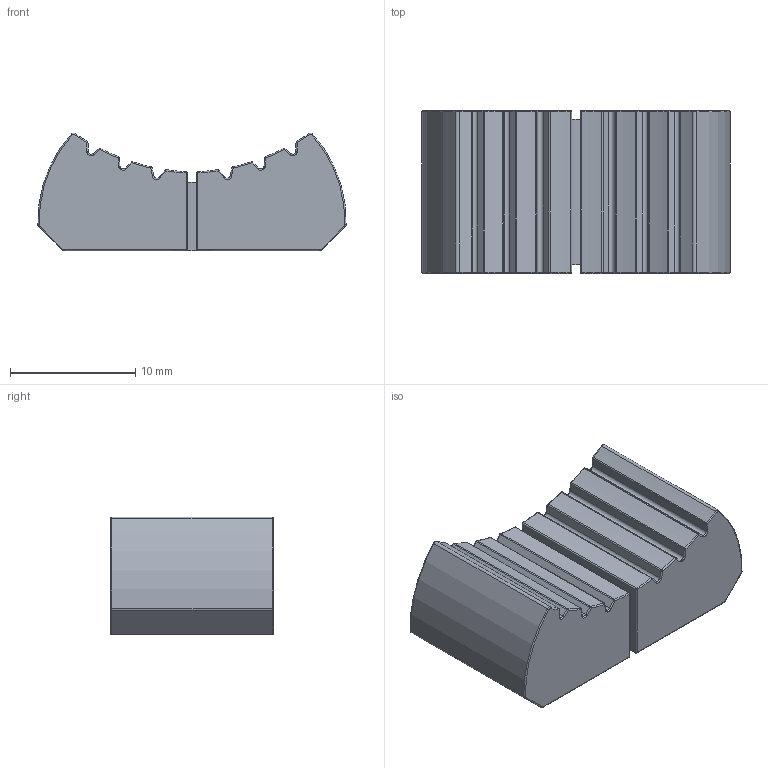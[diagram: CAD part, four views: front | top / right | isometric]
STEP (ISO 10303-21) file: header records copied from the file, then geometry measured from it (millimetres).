
FILE_DESCRIPTION(/* description */ (''),/* implementation_level */ '2;1');
FILE_NAME(/* name */ 'b008681c-c927-4e4e-8538-468a05b8a8cf.stp',/* time_stamp */ '2017-12-07T19:29:21+01:00',/* author */ ('GMAprogrammer'),/* organization */ (''),/* preprocessor_version */ 'ST-DEVELOPER v16.13',/* originating_system */ 'Autodesk Translation Framework v6.5.0.72',/* authorisation */ '');
FILE_SCHEMA (('AUTOMOTIVE_DESIGN { 1 0 10303 214 3 1 1 }'));
Length unit declared in the file: millimetre
Products named in the file (1): ALPS Fader Knob 8x1,2
Bounding box: 24.61 x 13 x 9.42 mm (x, y, z)
Volume: 1670.5 mm3; surface area: 1865.9 mm2
Topology: 1 solids, 1 shells, 206 faces, 462 edges, 260 vertices
Faces by surface type: cylinder 72, plane 62, torus 44, sphere 28
Entity records: 5694 total; most frequent: DIRECTION 1096, CARTESIAN_POINT 925, ORIENTED_EDGE 916, EDGE_CURVE 458, AXIS2_PLACEMENT_3D 431, VERTEX_POINT 260, LINE 234, VECTOR 234
